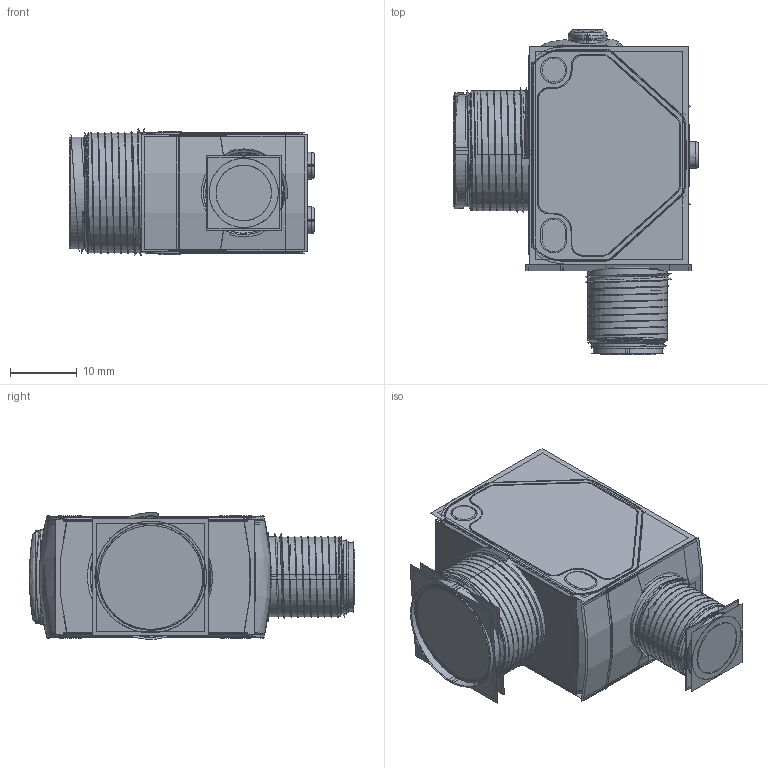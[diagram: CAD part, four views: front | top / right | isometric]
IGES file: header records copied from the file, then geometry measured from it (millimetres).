
Start section:  PTC IGES file: 180186.igs
Global section: file name: 180186.igs; native system: Creo Parametric by Parametric Technology Corporation; preprocessor: 2013230; author: pdmadmin; organization: Unknown; date: 20151113.160616; units: millimetre
Bounding box: 36.73 x 48.69 x 18.97 mm (x, y, z)
Volume: 15092 mm3; surface area: 64737.7 mm2
Topology: 8 solids, 12 shells, 930 faces, 4522 edges, 5700 vertices
Faces by surface type: revolution 478, bspline 452
